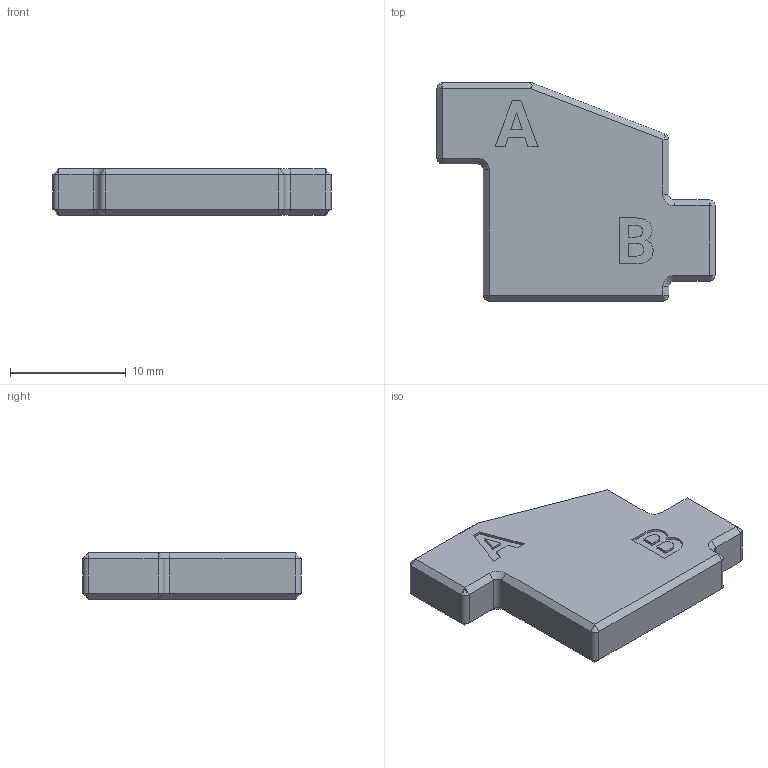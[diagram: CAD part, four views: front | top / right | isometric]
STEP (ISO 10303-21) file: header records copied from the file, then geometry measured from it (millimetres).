
FILE_DESCRIPTION(/* description */ ('STEP AP242','CAx-IF Rec.Pracs.---Representation and Presentation of Product Manufacturing Information (PMI)---4.0---2014-10-13','CAx-IF Rec.Pracs.---3D Tessellated Geometry---0.4---2014-09-14','2;1'),/* implementation_level */ '2;1');
FILE_NAME(/* name */ '6685dba62cd36c358f70e92d',/* time_stamp */ '2024-07-03T23:15:50Z',/* author */ (''),/* organization */ (''),/* preprocessor_version */ 'ST-DEVELOPER v20',/* originating_system */ ' ',/* authorisation */ ' ');
FILE_SCHEMA (('AP242_MANAGED_MODEL_BASED_3D_ENGINEERING_MIM_LF { 1 0 10303 442 1 1 4 }'));
Length unit declared in the file: metre
Products named in the file (1): ATinyShellScript 2WD Pulley Alignment Tool
Bounding box: 24 x 18.85 x 4 mm (x, y, z)
Volume: 1300.1 mm3; surface area: 941.8 mm2
Topology: 1 solids, 1 shells, 107 faces, 256 edges, 140 vertices
Faces by surface type: plane 60, cone 22, bspline 14, cylinder 11
Entity records: 2940 total; most frequent: CARTESIAN_POINT 642, ORIENTED_EDGE 480, DIRECTION 428, EDGE_CURVE 240, LINE 184, VECTOR 184, VERTEX_POINT 140, AXIS2_PLACEMENT_3D 122
